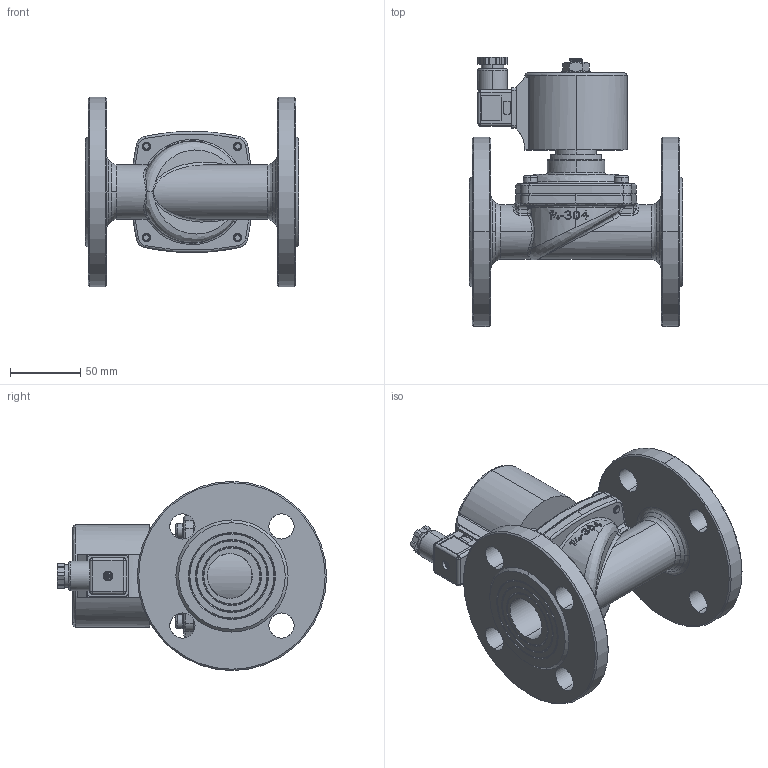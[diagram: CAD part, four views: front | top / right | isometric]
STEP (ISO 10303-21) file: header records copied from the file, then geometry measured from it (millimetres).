
FILE_DESCRIPTION (( 'STEP AP214' ), '1' );
FILE_NAME ('242 DN32 Flansch.STEP', '2019-01-16T07:04:42', ( 'admin' ), ( 'Hewlett-Packard Company' ), 'SwSTEP 2.0', 'SolidWorks 2015', '' );
FILE_SCHEMA (( 'AUTOMOTIVE_DESIGN' ));
Length unit declared in the file: millimetre
Products named in the file (1): 242 DN32 Flansch
Bounding box: 152 x 192 x 135 mm (x, y, z)
Surface area: 194027 mm2 (no closed solid volume)
Topology: 0 solids, 6 shells, 1271 faces, 3810 edges, 2581 vertices
Faces by surface type: bspline 410, plane 374, cylinder 372, cone 115
Entity records: 115493 total; most frequent: CARTESIAN_POINT 86802, ORIENTED_EDGE 7540, EDGE_CURVE 3771, DIRECTION 3653, VERTEX_POINT 2581, B_SPLINE_CURVE_WITH_KNOTS 2082, EDGE_LOOP 1387, ADVANCED_FACE 1271
